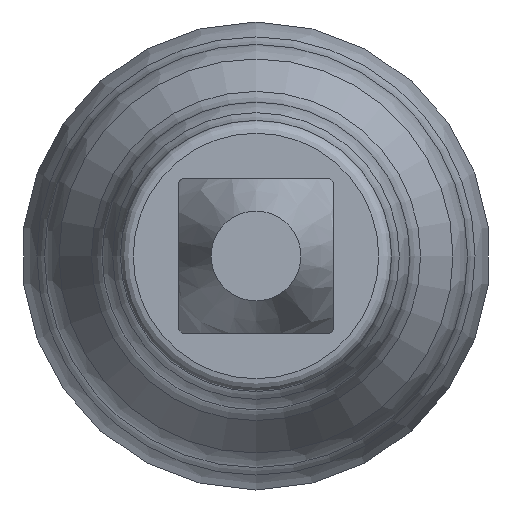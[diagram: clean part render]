
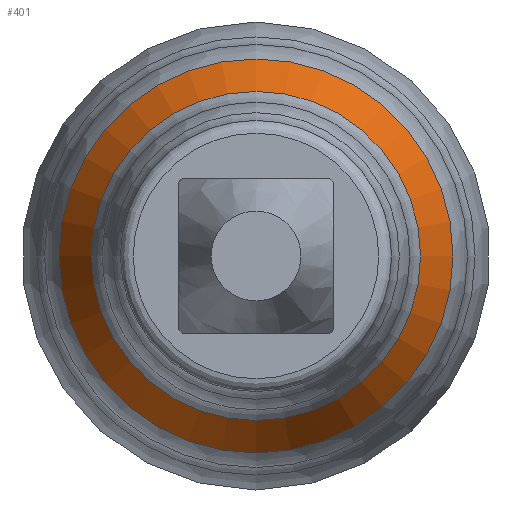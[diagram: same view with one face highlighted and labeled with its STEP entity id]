
A CAD part, left-side view. The second image highlights one B-rep face of the part: STEP entity #401.
In plain terms, the highlighted conical face has half-angle 28.305 degrees and reference radius 0.78 mm.
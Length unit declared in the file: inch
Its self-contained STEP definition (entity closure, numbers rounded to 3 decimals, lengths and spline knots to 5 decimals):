
#3 = CARTESIAN_POINT ( 'NONE',  ( 0.09864, 0., 0.02567 ) ) ;
#37 = DIRECTION ( 'NONE',  ( 0., 0., 1. ) ) ;
#164 = CIRCLE ( 'NONE', #847, 0.02567 ) ;
#198 = ORIENTED_EDGE ( 'NONE', *, *, #784, .F. ) ;
#199 = AXIS2_PLACEMENT_3D ( 'NONE', #350, #667, #950 ) ;
#350 = CARTESIAN_POINT ( 'NONE',  ( 0.10802, 0., 0. ) ) ;
#377 = VERTEX_POINT ( 'NONE', #3 ) ;
#396 = EDGE_LOOP ( 'NONE', ( #772 ) ) ;
#401 = ADVANCED_FACE ( 'NONE', ( #1207, #831 ), #1200, .T. ) ;
#404 = VERTEX_POINT ( 'NONE', #632 ) ;
#446 = DIRECTION ( 'NONE',  ( 0., 0., 1. ) ) ;
#567 = CARTESIAN_POINT ( 'NONE',  ( 0.10802, 0., 0. ) ) ;
#632 = CARTESIAN_POINT ( 'NONE',  ( 0.10802, 0., 0.03073 ) ) ;
#640 = CIRCLE ( 'NONE', #1028, 0.03073 ) ;
#667 = DIRECTION ( 'NONE',  ( 1., 0., 0. ) ) ;
#772 = ORIENTED_EDGE ( 'NONE', *, *, #1022, .T. ) ;
#784 = EDGE_CURVE ( 'NONE', #377, #377, #164, .T. ) ;
#799 = CARTESIAN_POINT ( 'NONE',  ( 0.09864, 0., 0. ) ) ;
#831 = FACE_OUTER_BOUND ( 'NONE', #396, .T. ) ;
#847 = AXIS2_PLACEMENT_3D ( 'NONE', #799, #1153, #37 ) ;
#946 = DIRECTION ( 'NONE',  ( -1., 0., 0. ) ) ;
#950 = DIRECTION ( 'NONE',  ( 0., 0., -1. ) ) ;
#954 = EDGE_LOOP ( 'NONE', ( #198 ) ) ;
#1022 = EDGE_CURVE ( 'NONE', #404, #404, #640, .T. ) ;
#1028 = AXIS2_PLACEMENT_3D ( 'NONE', #567, #946, #446 ) ;
#1153 = DIRECTION ( 'NONE',  ( -1., 0., 0. ) ) ;
#1200 = CONICAL_SURFACE ( 'NONE', #199, 0.03073, 0.494 ) ;
#1207 = FACE_BOUND ( 'NONE', #954, .T. ) ;
